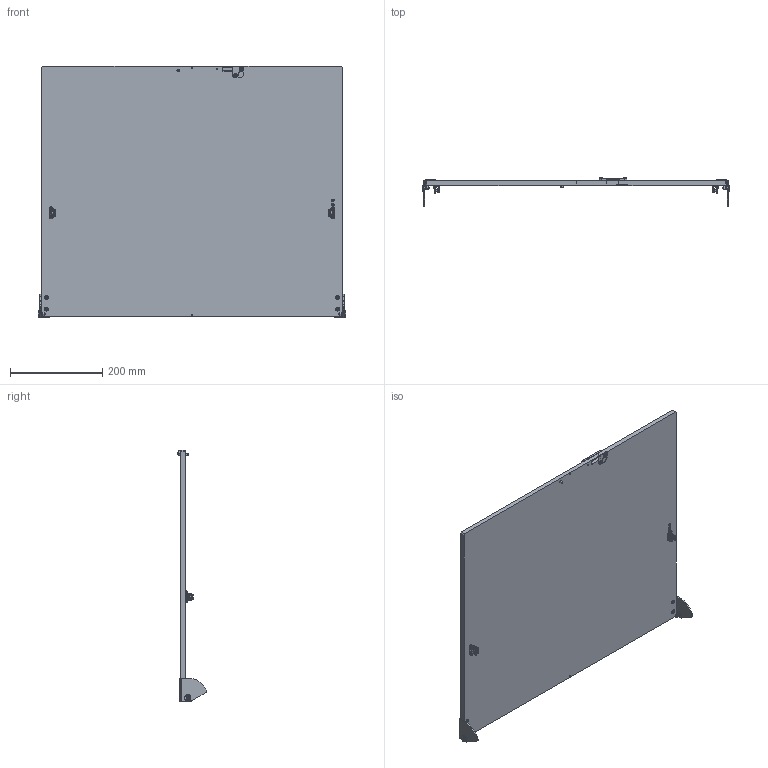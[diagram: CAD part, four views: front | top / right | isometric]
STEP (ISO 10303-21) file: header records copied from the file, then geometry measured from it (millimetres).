
FILE_DESCRIPTION (( 'STEP AP214' ), '1' );
FILE_NAME ('INGUN_115805.STEP', '2025-05-07T11:38:38', ( '' ), ( '' ), 'SwSTEP 2.0', 'SolidWorks 2023', '' );
FILE_SCHEMA (( 'AUTOMOTIVE_DESIGN' ));
Length unit declared in the file: millimetre
Products named in the file (22): 116282~0_S; 42751~1_S; 115798~1_S; 116281~0_S; DIN7991~n_M03,0x006; ISO7380~n_M04,0x006; INGUN_115805; DIN7991~n_M04,0x008 VA; 115596~2_S; DIN125~n_05,3 M05,0 Fase; 116284~0_S; 49317~0; Gewindebuchse~n_M04-09,5 geschlossen; Gewindebuchse~n_M04-07,5 offen; 115802~1; 115811~0_S; DIN985-A2~n_M04,0; ISO7380~n_M03,0x008; 115802~1_S; 116283~0_S; 116128~1_S; 115593~2_S
Assembly tree (39 placements, depth 4):
  INGUN_115805
    115802~1_S
      115802~1
      Gewindebuchse~n_M04-07,5 offen  x4
      Gewindebuchse~n_M04-09,5 geschlossen  x7
    115596~2_S
    115593~2_S
    115798~1_S
    42751~1_S
    116281~0_S  x2
      116282~0_S
        116283~0_S
        DIN125~n_05,3 M05,0 Fase
        116284~0_S
      49317~0
      ISO7380~n_M04,0x006
    115811~0_S
    DIN7991~n_M04,0x008 VA  x4
    DIN7991~n_M03,0x006  x2
    116128~1_S  x2
    DIN985-A2~n_M04,0  x2
    ISO7380~n_M03,0x008  x2
Bounding box: 664.6 x 62.12 x 543.5 mm (x, y, z)
Volume: 3539413.8 mm3; surface area: 760145.1 mm2
Topology: 41 solids, 41 shells, 2347 faces, 5508 edges, 3605 vertices
Faces by surface type: plane 1624, cylinder 531, cone 136, torus 44, bspline 12
Entity records: 22783 total; most frequent: DIRECTION 4003, CARTESIAN_POINT 3948, ORIENTED_EDGE 3526, EDGE_CURVE 1763, AXIS2_PLACEMENT_3D 1514, VERTEX_POINT 1151, VECTOR 975, LINE 975
